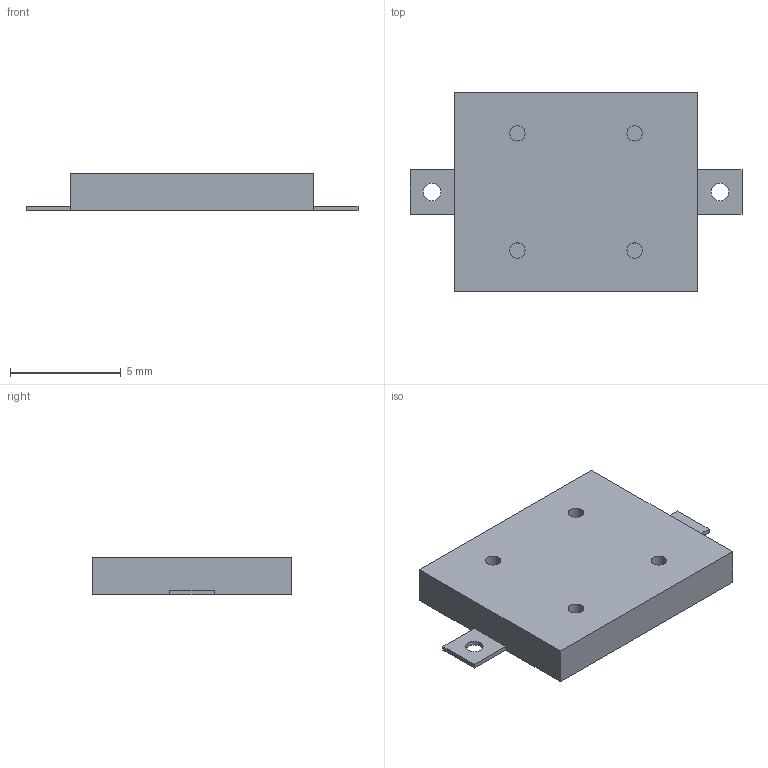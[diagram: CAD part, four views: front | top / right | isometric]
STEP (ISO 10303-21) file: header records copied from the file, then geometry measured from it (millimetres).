
FILE_DESCRIPTION(/* description */ ('model of Buzzer_Mallory_AST1109MLTRQ'),/* implementation_level */ '2;1');
FILE_NAME(/* name */ 'Buzzer_Mallory_AST1109MLTRQ.step',/* time_stamp */ '2024-11-10T21:09:41',/* author */ ('KiCAD','kicad'),/* organization */ ('OCCT'),/* preprocessor_version */ '',/* originating_system */ 'KiCAD',/* authorisation */ '');
FILE_SCHEMA(('AUTOMOTIVE_DESIGN { 1 0 10303 214 1 1 1 1 }'));
Length unit declared in the file: millimetre
Products named in the file (1): Buzzer_Mallory_AST1109MLTRQ
Bounding box: 15 x 9 x 1.7 mm (x, y, z)
Volume: 168.9 mm3; surface area: 287 mm2
Topology: 1 solids, 1 shells, 26 faces, 56 edges, 36 vertices
Faces by surface type: plane 20, cylinder 6
Full cylindrical faces by diameter (mm): 0.7 x4, 0.8 x2
Entity records: 955 total; most frequent: DIRECTION 122, CARTESIAN_POINT 119, ORIENTED_EDGE 112, EDGE_CURVE 56, LINE 44, VECTOR 44, AXIS2_PLACEMENT_3D 39, VERTEX_POINT 36
